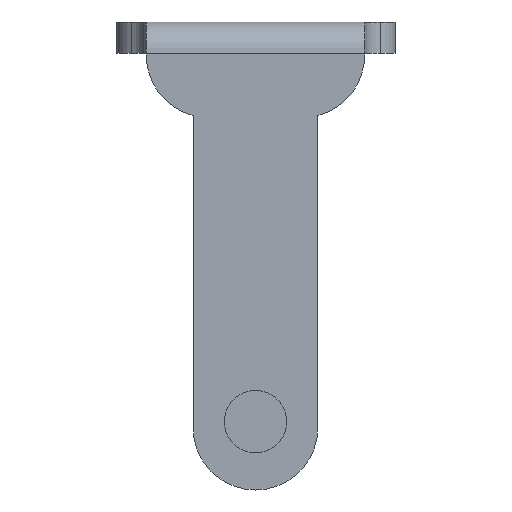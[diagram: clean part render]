
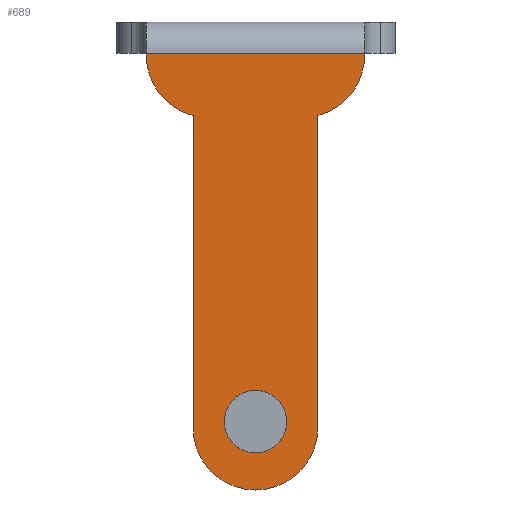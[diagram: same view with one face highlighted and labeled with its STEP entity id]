
A CAD part, front view. The second image highlights one B-rep face of the part: STEP entity #689.
In plain terms, the highlighted planar face has unit normal (0, -1, 0).
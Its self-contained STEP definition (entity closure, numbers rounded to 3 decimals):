
#3 = VERTEX_POINT ( 'NONE', #556 ) ;
#13 = VECTOR ( 'NONE', #1395, 1000. ) ;
#23 = CARTESIAN_POINT ( 'NONE',  ( 0., -8., 0. ) ) ;
#47 = ORIENTED_EDGE ( 'NONE', *, *, #622, .T. ) ;
#66 = ORIENTED_EDGE ( 'NONE', *, *, #957, .T. ) ;
#86 = AXIS2_PLACEMENT_3D ( 'NONE', #1614, #868, #108 ) ;
#108 = DIRECTION ( 'NONE',  ( -1., 0., 0. ) ) ;
#120 = DIRECTION ( 'NONE',  ( 1., 0., 0. ) ) ;
#162 = AXIS2_PLACEMENT_3D ( 'NONE', #731, #596, #864 ) ;
#192 = VERTEX_POINT ( 'NONE', #217 ) ;
#196 = VERTEX_POINT ( 'NONE', #597 ) ;
#217 = CARTESIAN_POINT ( 'NONE',  ( -17.5, -8., 58.73 ) ) ;
#220 = FACE_OUTER_BOUND ( 'NONE', #483, .T. ) ;
#221 = ORIENTED_EDGE ( 'NONE', *, *, #1548, .T. ) ;
#225 = VERTEX_POINT ( 'NONE', #273 ) ;
#264 = FACE_BOUND ( 'NONE', #384, .T. ) ;
#273 = CARTESIAN_POINT ( 'NONE',  ( 17.5, -8., 58.73 ) ) ;
#301 = AXIS2_PLACEMENT_3D ( 'NONE', #23, #1532, #1160 ) ;
#342 = LINE ( 'NONE', #1627, #13 ) ;
#362 = CARTESIAN_POINT ( 'NONE',  ( -10., -8., -0.952 ) ) ;
#364 = AXIS2_PLACEMENT_3D ( 'NONE', #389, #769, #1252 ) ;
#375 = ORIENTED_EDGE ( 'NONE', *, *, #1626, .F. ) ;
#384 = EDGE_LOOP ( 'NONE', ( #595, #375 ) ) ;
#389 = CARTESIAN_POINT ( 'NONE',  ( -7.5, -8., 58.73 ) ) ;
#446 = ORIENTED_EDGE ( 'NONE', *, *, #515, .T. ) ;
#477 = CIRCLE ( 'NONE', #86, 10. ) ;
#483 = EDGE_LOOP ( 'NONE', ( #221, #66, #858, #1249, #941, #559, #446, #47 ) ) ;
#510 = EDGE_CURVE ( 'NONE', #192, #949, #1066, .T. ) ;
#515 = EDGE_CURVE ( 'NONE', #1208, #1299, #1265, .T. ) ;
#556 = CARTESIAN_POINT ( 'NONE',  ( 5., -8., 0. ) ) ;
#559 = ORIENTED_EDGE ( 'NONE', *, *, #678, .T. ) ;
#561 = EDGE_CURVE ( 'NONE', #737, #876, #1513, .T. ) ;
#595 = ORIENTED_EDGE ( 'NONE', *, *, #1059, .F. ) ;
#596 = DIRECTION ( 'NONE',  ( 0., -1., 0. ) ) ;
#597 = CARTESIAN_POINT ( 'NONE',  ( 17.5, -8., 59.048 ) ) ;
#608 = CARTESIAN_POINT ( 'NONE',  ( 7.5, -8., 58.73 ) ) ;
#612 = VECTOR ( 'NONE', #1034, 1000. ) ;
#622 = EDGE_CURVE ( 'NONE', #1299, #225, #1465, .T. ) ;
#672 = CARTESIAN_POINT ( 'NONE',  ( -17.5, -8., 59.048 ) ) ;
#678 = EDGE_CURVE ( 'NONE', #876, #1208, #477, .T. ) ;
#689 = ADVANCED_FACE ( 'NONE', ( #264, #220 ), #1235, .F. ) ;
#731 = CARTESIAN_POINT ( 'NONE',  ( 0., -8., 0. ) ) ;
#737 = VERTEX_POINT ( 'NONE', #1523 ) ;
#748 = VECTOR ( 'NONE', #1409, 1000. ) ;
#752 = CARTESIAN_POINT ( 'NONE',  ( 17.5, -8., 59.048 ) ) ;
#756 = DIRECTION ( 'NONE',  ( 0., 0., -1. ) ) ;
#765 = EDGE_CURVE ( 'NONE', #192, #737, #1136, .T. ) ;
#769 = DIRECTION ( 'NONE',  ( 0., -1., 0. ) ) ;
#858 = ORIENTED_EDGE ( 'NONE', *, *, #510, .F. ) ;
#864 = DIRECTION ( 'NONE',  ( 1., 0., 0. ) ) ;
#868 = DIRECTION ( 'NONE',  ( 0., -1., 0. ) ) ;
#876 = VERTEX_POINT ( 'NONE', #362 ) ;
#931 = VECTOR ( 'NONE', #756, 1000. ) ;
#941 = ORIENTED_EDGE ( 'NONE', *, *, #561, .T. ) ;
#949 = VERTEX_POINT ( 'NONE', #1009 ) ;
#957 = EDGE_CURVE ( 'NONE', #196, #949, #342, .T. ) ;
#984 = DIRECTION ( 'NONE',  ( 0., -1., 0. ) ) ;
#988 = CIRCLE ( 'NONE', #162, 5. ) ;
#998 = CARTESIAN_POINT ( 'NONE',  ( -10., -8., 49.048 ) ) ;
#1009 = CARTESIAN_POINT ( 'NONE',  ( -17.5, -8., 59.048 ) ) ;
#1024 = LINE ( 'NONE', #1492, #1450 ) ;
#1034 = DIRECTION ( 'NONE',  ( 0., 0., 1. ) ) ;
#1059 = EDGE_CURVE ( 'NONE', #3, #1441, #1432, .T. ) ;
#1066 = LINE ( 'NONE', #672, #748 ) ;
#1074 = CARTESIAN_POINT ( 'NONE',  ( 10., -8., -0.952 ) ) ;
#1082 = CARTESIAN_POINT ( 'NONE',  ( -5., -8., 0. ) ) ;
#1131 = DIRECTION ( 'NONE',  ( 0., 1., 0. ) ) ;
#1136 = CIRCLE ( 'NONE', #364, 10. ) ;
#1160 = DIRECTION ( 'NONE',  ( 1., 0., 0. ) ) ;
#1174 = CARTESIAN_POINT ( 'NONE',  ( 10., -8., 49.048 ) ) ;
#1208 = VERTEX_POINT ( 'NONE', #1074 ) ;
#1223 = DIRECTION ( 'NONE',  ( 1., 0., 0. ) ) ;
#1235 = PLANE ( 'NONE',  #1510 ) ;
#1240 = AXIS2_PLACEMENT_3D ( 'NONE', #608, #984, #120 ) ;
#1249 = ORIENTED_EDGE ( 'NONE', *, *, #765, .T. ) ;
#1252 = DIRECTION ( 'NONE',  ( 1., 0., 0. ) ) ;
#1263 = CARTESIAN_POINT ( 'NONE',  ( 10., -8., 49.048 ) ) ;
#1265 = LINE ( 'NONE', #1263, #612 ) ;
#1299 = VERTEX_POINT ( 'NONE', #1174 ) ;
#1395 = DIRECTION ( 'NONE',  ( -1., 0., 0. ) ) ;
#1409 = DIRECTION ( 'NONE',  ( 0., 0., 1. ) ) ;
#1432 = CIRCLE ( 'NONE', #301, 5. ) ;
#1441 = VERTEX_POINT ( 'NONE', #1082 ) ;
#1450 = VECTOR ( 'NONE', #1482, 1000. ) ;
#1465 = CIRCLE ( 'NONE', #1240, 10. ) ;
#1482 = DIRECTION ( 'NONE',  ( 0., 0., 1. ) ) ;
#1492 = CARTESIAN_POINT ( 'NONE',  ( 17.5, -8., 59.048 ) ) ;
#1510 = AXIS2_PLACEMENT_3D ( 'NONE', #752, #1131, #1223 ) ;
#1513 = LINE ( 'NONE', #998, #931 ) ;
#1523 = CARTESIAN_POINT ( 'NONE',  ( -10., -8., 49.048 ) ) ;
#1532 = DIRECTION ( 'NONE',  ( 0., -1., 0. ) ) ;
#1548 = EDGE_CURVE ( 'NONE', #225, #196, #1024, .T. ) ;
#1614 = CARTESIAN_POINT ( 'NONE',  ( 0., -8., -0.952 ) ) ;
#1626 = EDGE_CURVE ( 'NONE', #1441, #3, #988, .T. ) ;
#1627 = CARTESIAN_POINT ( 'NONE',  ( 17.5, -8., 59.048 ) ) ;
